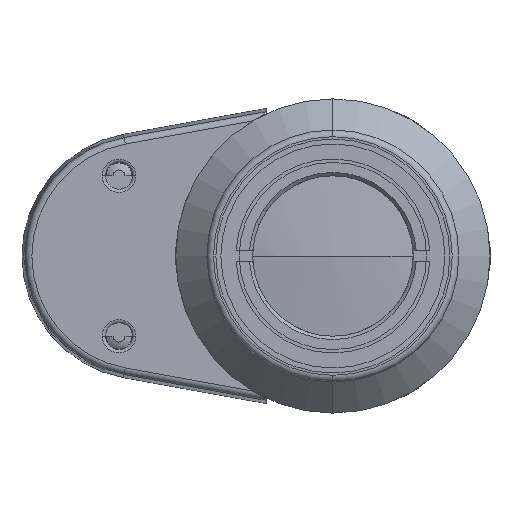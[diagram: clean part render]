
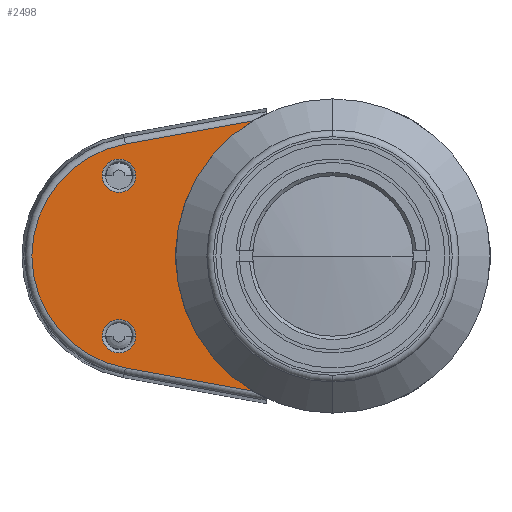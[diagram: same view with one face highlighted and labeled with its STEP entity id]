
A CAD part, left-side view. The second image highlights one B-rep face of the part: STEP entity #2498.
In plain terms, the highlighted planar face has unit normal (-1, 0, 0).
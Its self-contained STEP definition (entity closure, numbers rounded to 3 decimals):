
#105 = PLANE ( 'NONE',  #3614 ) ;
#265 = LINE ( 'NONE', #1665, #4698 ) ;
#529 = AXIS2_PLACEMENT_3D ( 'NONE', #7540, #8974, #6912 ) ;
#591 = EDGE_CURVE ( 'NONE', #7866, #1167, #2377, .T. ) ;
#786 = DIRECTION ( 'NONE',  ( 0., -1., 0. ) ) ;
#1035 = VERTEX_POINT ( 'NONE', #5001 ) ;
#1066 = AXIS2_PLACEMENT_3D ( 'NONE', #5564, #8616, #786 ) ;
#1094 = VERTEX_POINT ( 'NONE', #7738 ) ;
#1165 = CIRCLE ( 'NONE', #529, 23.5 ) ;
#1167 = VERTEX_POINT ( 'NONE', #2585 ) ;
#1561 = CARTESIAN_POINT ( 'NONE',  ( -16.855, 32., -12. ) ) ;
#1659 = CARTESIAN_POINT ( 'NONE',  ( -16.855, 28., 0. ) ) ;
#1665 = CARTESIAN_POINT ( 'NONE',  ( -16.855, 31.04, 16.748 ) ) ;
#1723 = ORIENTED_EDGE ( 'NONE', *, *, #4357, .F. ) ;
#1724 = CIRCLE ( 'NONE', #9242, 2.5 ) ;
#1770 = CARTESIAN_POINT ( 'NONE',  ( -16.855, 31.04, -16.748 ) ) ;
#2206 = CIRCLE ( 'NONE', #9082, 2.5 ) ;
#2310 = VERTEX_POINT ( 'NONE', #9687 ) ;
#2318 = DIRECTION ( 'NONE',  ( 0., 0., -1. ) ) ;
#2377 = LINE ( 'NONE', #1770, #5844 ) ;
#2487 = DIRECTION ( 'NONE',  ( 0., -1., 0. ) ) ;
#2498 = ADVANCED_FACE ( 'NONE', ( #3924, #6989, #9317 ), #105, .F. ) ;
#2551 = VERTEX_POINT ( 'NONE', #7995 ) ;
#2585 = CARTESIAN_POINT ( 'NONE',  ( -16.855, 12.004, -20.203 ) ) ;
#2589 = DIRECTION ( 'NONE',  ( 1., 0., 0. ) ) ;
#3272 = DIRECTION ( 'NONE',  ( 1., 0., 0. ) ) ;
#3481 = ORIENTED_EDGE ( 'NONE', *, *, #8200, .T. ) ;
#3609 = CARTESIAN_POINT ( 'NONE',  ( -16.855, 31.04, 16.748 ) ) ;
#3614 = AXIS2_PLACEMENT_3D ( 'NONE', #1659, #3272, #2318 ) ;
#3924 = FACE_OUTER_BOUND ( 'NONE', #4558, .T. ) ;
#4015 = EDGE_CURVE ( 'NONE', #2551, #2310, #6450, .T. ) ;
#4073 = DIRECTION ( 'NONE',  ( 0., -0.984, -0.179 ) ) ;
#4309 = CARTESIAN_POINT ( 'NONE',  ( -16.855, 12.004, 20.203 ) ) ;
#4357 = EDGE_CURVE ( 'NONE', #6629, #1167, #1165, .T. ) ;
#4558 = EDGE_LOOP ( 'NONE', ( #5610, #9465, #1723, #9306 ) ) ;
#4573 = VERTEX_POINT ( 'NONE', #3609 ) ;
#4673 = EDGE_LOOP ( 'NONE', ( #7393, #6379 ) ) ;
#4698 = VECTOR ( 'NONE', #7047, 1000. ) ;
#4943 = EDGE_LOOP ( 'NONE', ( #7545, #3481 ) ) ;
#4985 = CARTESIAN_POINT ( 'NONE',  ( -16.855, 31.04, -16.748 ) ) ;
#5001 = CARTESIAN_POINT ( 'NONE',  ( -16.855, 29.5, -12. ) ) ;
#5250 = EDGE_CURVE ( 'NONE', #6629, #4573, #265, .T. ) ;
#5564 = CARTESIAN_POINT ( 'NONE',  ( -16.855, 28., 0. ) ) ;
#5610 = ORIENTED_EDGE ( 'NONE', *, *, #8618, .T. ) ;
#5641 = AXIS2_PLACEMENT_3D ( 'NONE', #5902, #8342, #6652 ) ;
#5844 = VECTOR ( 'NONE', #4073, 1000. ) ;
#5902 = CARTESIAN_POINT ( 'NONE',  ( -16.855, 32., 12. ) ) ;
#6320 = DIRECTION ( 'NONE',  ( 0., -1., 0. ) ) ;
#6379 = ORIENTED_EDGE ( 'NONE', *, *, #4015, .T. ) ;
#6397 = CARTESIAN_POINT ( 'NONE',  ( -16.855, 32., -12. ) ) ;
#6450 = CIRCLE ( 'NONE', #5641, 2.5 ) ;
#6588 = DIRECTION ( 'NONE',  ( 1., 0., 0. ) ) ;
#6629 = VERTEX_POINT ( 'NONE', #4309 ) ;
#6652 = DIRECTION ( 'NONE',  ( 0., -1., 0. ) ) ;
#6712 = CIRCLE ( 'NONE', #1066, 17.022 ) ;
#6912 = DIRECTION ( 'NONE',  ( 0., -1., 0. ) ) ;
#6989 = FACE_BOUND ( 'NONE', #4673, .T. ) ;
#7047 = DIRECTION ( 'NONE',  ( 0., 0.984, -0.179 ) ) ;
#7346 = CARTESIAN_POINT ( 'NONE',  ( -16.855, 32., 12. ) ) ;
#7393 = ORIENTED_EDGE ( 'NONE', *, *, #9331, .T. ) ;
#7540 = CARTESIAN_POINT ( 'NONE',  ( -16.855, 0., 0. ) ) ;
#7545 = ORIENTED_EDGE ( 'NONE', *, *, #9654, .T. ) ;
#7651 = CIRCLE ( 'NONE', #9549, 2.5 ) ;
#7738 = CARTESIAN_POINT ( 'NONE',  ( -16.855, 34.5, -12. ) ) ;
#7866 = VERTEX_POINT ( 'NONE', #4985 ) ;
#7940 = DIRECTION ( 'NONE',  ( 0., -1., 0. ) ) ;
#7995 = CARTESIAN_POINT ( 'NONE',  ( -16.855, 34.5, 12. ) ) ;
#8200 = EDGE_CURVE ( 'NONE', #1094, #1035, #2206, .T. ) ;
#8342 = DIRECTION ( 'NONE',  ( 1., 0., 0. ) ) ;
#8616 = DIRECTION ( 'NONE',  ( -1., 0., 0. ) ) ;
#8618 = EDGE_CURVE ( 'NONE', #4573, #7866, #6712, .T. ) ;
#8974 = DIRECTION ( 'NONE',  ( -1., 0., 0. ) ) ;
#9082 = AXIS2_PLACEMENT_3D ( 'NONE', #1561, #9419, #6320 ) ;
#9242 = AXIS2_PLACEMENT_3D ( 'NONE', #6397, #2589, #2487 ) ;
#9306 = ORIENTED_EDGE ( 'NONE', *, *, #5250, .T. ) ;
#9317 = FACE_BOUND ( 'NONE', #4943, .T. ) ;
#9331 = EDGE_CURVE ( 'NONE', #2310, #2551, #7651, .T. ) ;
#9419 = DIRECTION ( 'NONE',  ( 1., 0., 0. ) ) ;
#9465 = ORIENTED_EDGE ( 'NONE', *, *, #591, .T. ) ;
#9549 = AXIS2_PLACEMENT_3D ( 'NONE', #7346, #6588, #7940 ) ;
#9654 = EDGE_CURVE ( 'NONE', #1035, #1094, #1724, .T. ) ;
#9687 = CARTESIAN_POINT ( 'NONE',  ( -16.855, 29.5, 12. ) ) ;
